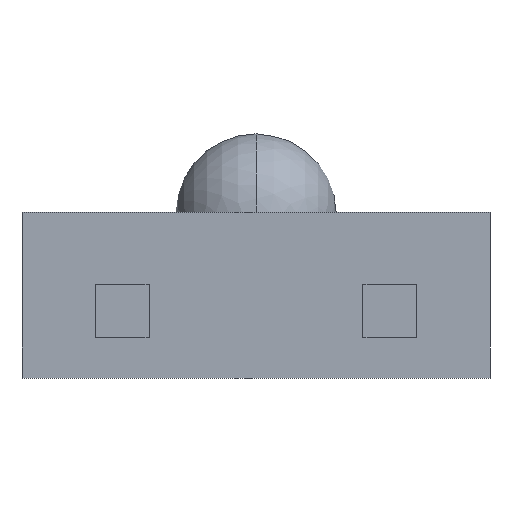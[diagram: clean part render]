
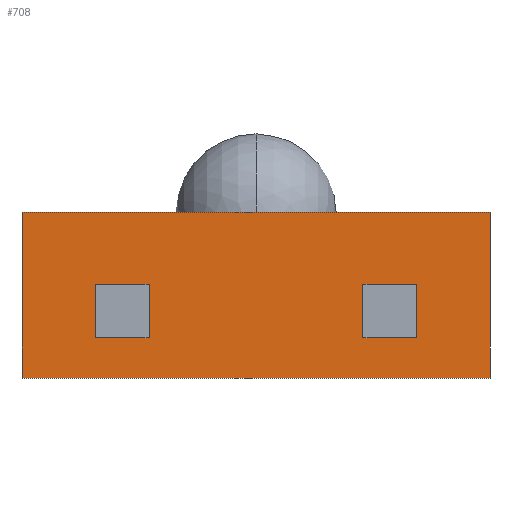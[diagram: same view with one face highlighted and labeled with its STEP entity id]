
A CAD part, front view. The second image highlights one B-rep face of the part: STEP entity #708.
In plain terms, the highlighted planar face has unit normal (0, -1, 0).
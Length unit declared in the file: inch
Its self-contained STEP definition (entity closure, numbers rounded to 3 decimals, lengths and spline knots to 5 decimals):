
#4 = VECTOR ( 'NONE', #327, 39.37008 ) ;
#8 = VECTOR ( 'NONE', #338, 39.37008 ) ;
#13 = CARTESIAN_POINT ( 'NONE',  ( -0.04, 0., -0.01585 ) ) ;
#26 = LINE ( 'NONE', #740, #79 ) ;
#28 = LINE ( 'NONE', #211, #614 ) ;
#41 = LINE ( 'NONE', #601, #4 ) ;
#43 = EDGE_CURVE ( 'NONE', #92, #59, #480, .T. ) ;
#46 = CARTESIAN_POINT ( 'NONE',  ( -0.04, 0., 0.00415 ) ) ;
#48 = VERTEX_POINT ( 'NONE', #726 ) ;
#59 = VERTEX_POINT ( 'NONE', #85 ) ;
#79 = VECTOR ( 'NONE', #108, 39.37008 ) ;
#85 = CARTESIAN_POINT ( 'NONE',  ( 0.0875, 0., 0.031 ) ) ;
#92 = VERTEX_POINT ( 'NONE', #223 ) ;
#97 = EDGE_CURVE ( 'NONE', #791, #828, #28, .T. ) ;
#102 = LINE ( 'NONE', #613, #604 ) ;
#108 = DIRECTION ( 'NONE',  ( -1., 0., 0. ) ) ;
#112 = CARTESIAN_POINT ( 'NONE',  ( 0.06, 0., -0.01585 ) ) ;
#122 = ORIENTED_EDGE ( 'NONE', *, *, #465, .F. ) ;
#124 = LINE ( 'NONE', #758, #214 ) ;
#125 = CARTESIAN_POINT ( 'NONE',  ( -0.06, 0., -0.01585 ) ) ;
#127 = VERTEX_POINT ( 'NONE', #608 ) ;
#137 = DIRECTION ( 'NONE',  ( 0., 0., -1. ) ) ;
#158 = DIRECTION ( 'NONE',  ( 0., 0., -1. ) ) ;
#161 = VERTEX_POINT ( 'NONE', #13 ) ;
#185 = VECTOR ( 'NONE', #158, 39.37008 ) ;
#207 = DIRECTION ( 'NONE',  ( 0., 0., -1. ) ) ;
#211 = CARTESIAN_POINT ( 'NONE',  ( 0.04, 0., 0.00415 ) ) ;
#214 = VECTOR ( 'NONE', #137, 39.37008 ) ;
#222 = LINE ( 'NONE', #246, #371 ) ;
#223 = CARTESIAN_POINT ( 'NONE',  ( -0.0875, 0., 0.031 ) ) ;
#224 = CARTESIAN_POINT ( 'NONE',  ( 0.04, 0., 0.00415 ) ) ;
#234 = CARTESIAN_POINT ( 'NONE',  ( 0.04, 0., -0.01585 ) ) ;
#245 = VERTEX_POINT ( 'NONE', #266 ) ;
#246 = CARTESIAN_POINT ( 'NONE',  ( -0.06, 0., 0.00415 ) ) ;
#247 = DIRECTION ( 'NONE',  ( -1., 0., 0. ) ) ;
#256 = DIRECTION ( 'NONE',  ( 1., 0., 0. ) ) ;
#259 = EDGE_LOOP ( 'NONE', ( #329, #324, #478, #595 ) ) ;
#266 = CARTESIAN_POINT ( 'NONE',  ( -0.06, 0., -0.01585 ) ) ;
#281 = EDGE_LOOP ( 'NONE', ( #545, #294, #343, #357 ) ) ;
#293 = DIRECTION ( 'NONE',  ( 0., 1., 0. ) ) ;
#294 = ORIENTED_EDGE ( 'NONE', *, *, #485, .F. ) ;
#296 = VECTOR ( 'NONE', #256, 39.37008 ) ;
#298 = DIRECTION ( 'NONE',  ( 0., 0., 1. ) ) ;
#301 = DIRECTION ( 'NONE',  ( 1., 0., 0. ) ) ;
#305 = VERTEX_POINT ( 'NONE', #501 ) ;
#312 = CARTESIAN_POINT ( 'NONE',  ( 0.0875, 0., -0.031 ) ) ;
#324 = ORIENTED_EDGE ( 'NONE', *, *, #576, .F. ) ;
#327 = DIRECTION ( 'NONE',  ( 0., 0., 1. ) ) ;
#329 = ORIENTED_EDGE ( 'NONE', *, *, #519, .F. ) ;
#337 = VERTEX_POINT ( 'NONE', #363 ) ;
#338 = DIRECTION ( 'NONE',  ( 1., 0., 0. ) ) ;
#342 = CARTESIAN_POINT ( 'NONE',  ( 0.06, 0., -0.01585 ) ) ;
#343 = ORIENTED_EDGE ( 'NONE', *, *, #561, .F. ) ;
#344 = EDGE_CURVE ( 'NONE', #384, #245, #124, .T. ) ;
#348 = EDGE_CURVE ( 'NONE', #483, #127, #393, .T. ) ;
#357 = ORIENTED_EDGE ( 'NONE', *, *, #438, .F. ) ;
#360 = CARTESIAN_POINT ( 'NONE',  ( -0.06, 0., 0.00415 ) ) ;
#363 = CARTESIAN_POINT ( 'NONE',  ( 0.0875, 0., -0.031 ) ) ;
#371 = VECTOR ( 'NONE', #247, 39.37008 ) ;
#384 = VERTEX_POINT ( 'NONE', #360 ) ;
#393 = LINE ( 'NONE', #418, #511 ) ;
#395 = VECTOR ( 'NONE', #301, 39.37008 ) ;
#396 = AXIS2_PLACEMENT_3D ( 'NONE', #637, #293, #298 ) ;
#418 = CARTESIAN_POINT ( 'NONE',  ( 0.06, 0., 0.00415 ) ) ;
#419 = EDGE_CURVE ( 'NONE', #127, #791, #102, .T. ) ;
#438 = EDGE_CURVE ( 'NONE', #245, #161, #452, .T. ) ;
#452 = LINE ( 'NONE', #125, #296 ) ;
#465 = EDGE_CURVE ( 'NONE', #828, #483, #728, .T. ) ;
#478 = ORIENTED_EDGE ( 'NONE', *, *, #788, .F. ) ;
#480 = LINE ( 'NONE', #721, #395 ) ;
#483 = VERTEX_POINT ( 'NONE', #112 ) ;
#485 = EDGE_CURVE ( 'NONE', #305, #384, #222, .T. ) ;
#498 = EDGE_LOOP ( 'NONE', ( #665, #854, #122, #729 ) ) ;
#501 = CARTESIAN_POINT ( 'NONE',  ( -0.04, 0., 0.00415 ) ) ;
#511 = VECTOR ( 'NONE', #621, 39.37008 ) ;
#519 = EDGE_CURVE ( 'NONE', #48, #92, #41, .T. ) ;
#530 = FACE_BOUND ( 'NONE', #281, .T. ) ;
#545 = ORIENTED_EDGE ( 'NONE', *, *, #344, .F. ) ;
#561 = EDGE_CURVE ( 'NONE', #161, #305, #569, .T. ) ;
#569 = LINE ( 'NONE', #46, #775 ) ;
#576 = EDGE_CURVE ( 'NONE', #337, #48, #26, .T. ) ;
#591 = LINE ( 'NONE', #312, #185 ) ;
#595 = ORIENTED_EDGE ( 'NONE', *, *, #43, .F. ) ;
#601 = CARTESIAN_POINT ( 'NONE',  ( -0.0875, 0., -0.031 ) ) ;
#604 = VECTOR ( 'NONE', #746, 39.37008 ) ;
#608 = CARTESIAN_POINT ( 'NONE',  ( 0.06, 0., 0.00415 ) ) ;
#613 = CARTESIAN_POINT ( 'NONE',  ( 0.06, 0., 0.00415 ) ) ;
#614 = VECTOR ( 'NONE', #207, 39.37008 ) ;
#621 = DIRECTION ( 'NONE',  ( 0., 0., 1. ) ) ;
#637 = CARTESIAN_POINT ( 'NONE',  ( 0., 0., 0. ) ) ;
#665 = ORIENTED_EDGE ( 'NONE', *, *, #419, .F. ) ;
#676 = DIRECTION ( 'NONE',  ( 0., 0., 1. ) ) ;
#679 = FACE_OUTER_BOUND ( 'NONE', #259, .T. ) ;
#708 = ADVANCED_FACE ( 'NONE', ( #530, #679, #847 ), #709, .F. ) ;
#709 = PLANE ( 'NONE',  #396 ) ;
#721 = CARTESIAN_POINT ( 'NONE',  ( -0.0875, 0., 0.031 ) ) ;
#726 = CARTESIAN_POINT ( 'NONE',  ( -0.0875, 0., -0.031 ) ) ;
#728 = LINE ( 'NONE', #342, #8 ) ;
#729 = ORIENTED_EDGE ( 'NONE', *, *, #97, .F. ) ;
#740 = CARTESIAN_POINT ( 'NONE',  ( -0.0875, 0., -0.031 ) ) ;
#746 = DIRECTION ( 'NONE',  ( -1., 0., 0. ) ) ;
#758 = CARTESIAN_POINT ( 'NONE',  ( -0.06, 0., 0.00415 ) ) ;
#775 = VECTOR ( 'NONE', #676, 39.37008 ) ;
#788 = EDGE_CURVE ( 'NONE', #59, #337, #591, .T. ) ;
#791 = VERTEX_POINT ( 'NONE', #224 ) ;
#828 = VERTEX_POINT ( 'NONE', #234 ) ;
#847 = FACE_BOUND ( 'NONE', #498, .T. ) ;
#854 = ORIENTED_EDGE ( 'NONE', *, *, #348, .F. ) ;
